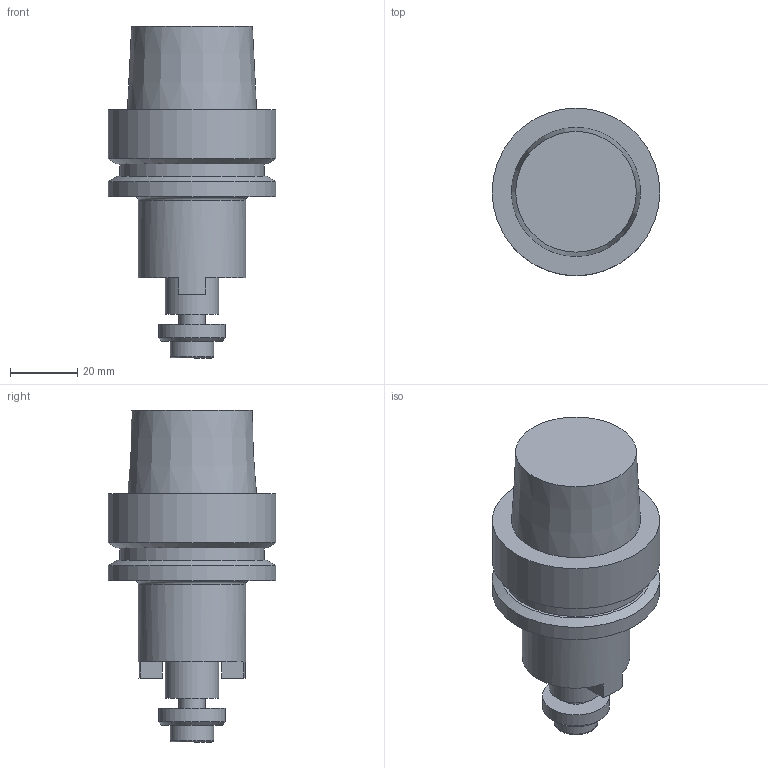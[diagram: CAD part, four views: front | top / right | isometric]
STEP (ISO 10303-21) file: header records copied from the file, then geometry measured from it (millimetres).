
FILE_DESCRIPTION(/* description */ (''),/* implementation_level */ '2;1');
FILE_NAME(/* name */ 'TOOLCOMP_1.STP',/* time_stamp */ '2022-11-10T12:21:35+01:00',/* author */ (''),/* organization */ ('SMS'),/* preprocessor_version */ 'ST-DEVELOPER v16.7',/* originating_system */ 'SIEMENS PLM Software NX 12.0',/* authorisation */ '');
FILE_SCHEMA (('AUTOMOTIVE_DESIGN { 1 0 10303 214 3 1 1 1 }'));
Length unit declared in the file: millimetre
Products named in the file (2): NOCUT_COMP20221110122009; TOOLCOMP_1
Assembly tree (1 placements, depth 2):
  TOOLCOMP_1
    NOCUT_COMP20221110122009
Bounding box: 50 x 50 x 99 mm (x, y, z)
Volume: 199919.6 mm3; surface area: 31991.5 mm2
Topology: 2 solids, 2 shells, 82 faces, 172 edges, 117 vertices
Faces by surface type: plane 48, cylinder 22, cone 8, torus 4
Full cylindrical faces by diameter (mm): 7.794 x2, 9 x2, 13 x2, 16 x2, 20 x2, 32 x2, 43 x2, 50 x4
Entity records: 2083 total; most frequent: DIRECTION 374, CARTESIAN_POINT 328, ORIENTED_EDGE 264, AXIS2_PLACEMENT_3D 153, EDGE_LOOP 132, EDGE_CURVE 132, VERTEX_POINT 104, FACE_BOUND 100
